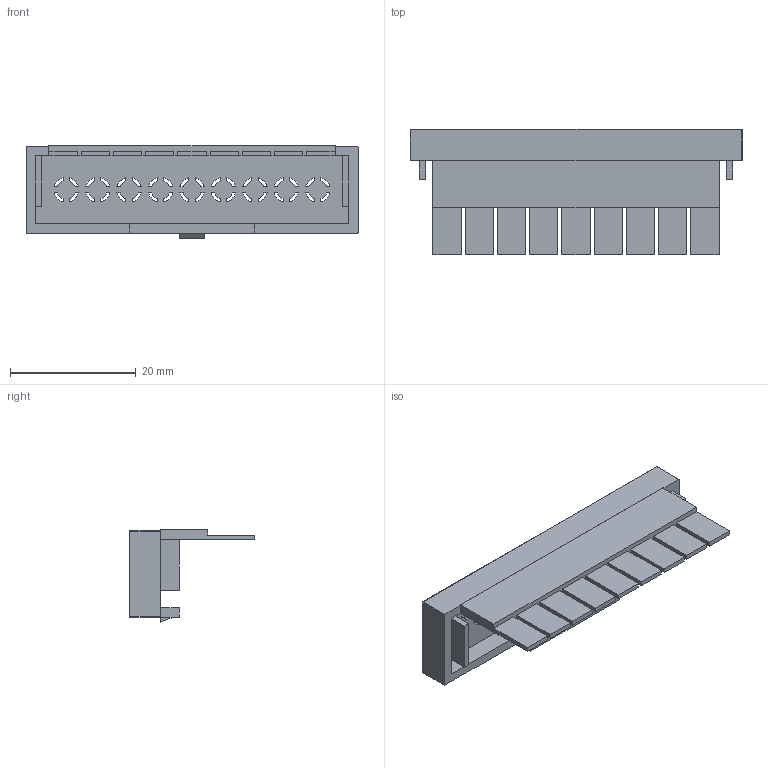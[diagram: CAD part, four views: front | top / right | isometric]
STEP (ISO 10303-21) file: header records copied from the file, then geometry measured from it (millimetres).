
FILE_DESCRIPTION (( 'STEP AP214' ), '1' );
FILE_NAME ('CamdenBoss - CNMB 6-2 (Terminal guards)-1.STEP', '2014-10-13T15:09:40', ( 'Temp' ), ( '' ), 'SwSTEP 2.0', 'SolidWorks 2014', '' );
FILE_SCHEMA (( 'AUTOMOTIVE_DESIGN' ));
Length unit declared in the file: millimetre
Products named in the file (1): CamdenBoss - CNMB 6-2 (Terminal guards)-1
Bounding box: 52.8 x 20 x 14.7 mm (x, y, z)
Volume: 2623.3 mm3; surface area: 4383.8 mm2
Topology: 1 solids, 1 shells, 242 faces, 764 edges, 494 vertices
Faces by surface type: plane 157, cylinder 63, torus 18, sphere 4
Entity records: 8612 total; most frequent: ORIENTED_EDGE 1520, CARTESIAN_POINT 1497, DIRECTION 1480, EDGE_CURVE 760, LINE 526, VECTOR 526, VERTEX_POINT 494, AXIS2_PLACEMENT_3D 477
